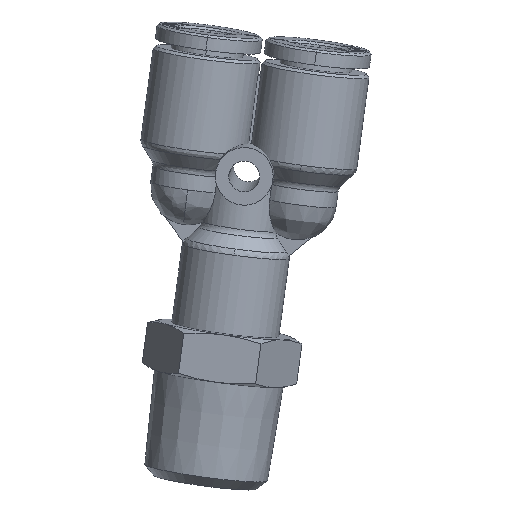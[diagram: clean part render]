
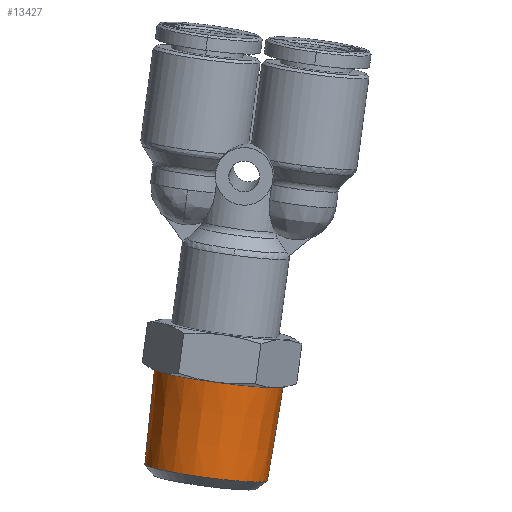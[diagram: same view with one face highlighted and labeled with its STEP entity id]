
A CAD part, front view. The second image highlights one B-rep face of the part: STEP entity #13427.
In plain terms, the highlighted conical face has half-angle 1.791 degrees and reference radius 6.734 mm.
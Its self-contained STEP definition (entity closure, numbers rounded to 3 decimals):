
#196 = FACE_OUTER_BOUND ( 'NONE', #275, .T. ) ;
#275 = EDGE_LOOP ( 'NONE', ( #18957, #10758, #18865, #5295 ) ) ;
#396 = EDGE_CURVE ( 'NONE', #5581, #3772, #9195, .T. ) ;
#2574 = AXIS2_PLACEMENT_3D ( 'NONE', #6027, #15669, #17214 ) ;
#2717 = VERTEX_POINT ( 'NONE', #17436 ) ;
#2928 = CONICAL_SURFACE ( 'NONE', #11733, 6.734, 0.031 ) ;
#3772 = VERTEX_POINT ( 'NONE', #14973 ) ;
#3952 = EDGE_CURVE ( 'NONE', #3772, #10077, #11361, .T. ) ;
#5214 = EDGE_CURVE ( 'NONE', #2717, #10077, #8531, .T. ) ;
#5295 = ORIENTED_EDGE ( 'NONE', *, *, #3952, .T. ) ;
#5581 = VERTEX_POINT ( 'NONE', #7536 ) ;
#6027 = CARTESIAN_POINT ( 'NONE',  ( 22.983, 0., 5.484 ) ) ;
#6525 = VECTOR ( 'NONE', #6949, 1000. ) ;
#6609 = DIRECTION ( 'NONE',  ( -1., 0., 0. ) ) ;
#6803 = CARTESIAN_POINT ( 'NONE',  ( 12.982, 0., 5.484 ) ) ;
#6949 = DIRECTION ( 'NONE',  ( -1., 0., 0.031 ) ) ;
#7305 = EDGE_CURVE ( 'NONE', #2717, #5581, #9286, .T. ) ;
#7536 = CARTESIAN_POINT ( 'NONE',  ( 22.983, 0., 11.906 ) ) ;
#8531 = LINE ( 'NONE', #12624, #11004 ) ;
#9062 = AXIS2_PLACEMENT_3D ( 'NONE', #17274, #18881, #9230 ) ;
#9195 = LINE ( 'NONE', #18076, #6525 ) ;
#9230 = DIRECTION ( 'NONE',  ( 0., 0., 1. ) ) ;
#9286 = CIRCLE ( 'NONE', #2574, 6.422 ) ;
#9866 = CARTESIAN_POINT ( 'NONE',  ( 12.982, 0., -1.251 ) ) ;
#10077 = VERTEX_POINT ( 'NONE', #9866 ) ;
#10758 = ORIENTED_EDGE ( 'NONE', *, *, #7305, .T. ) ;
#11004 = VECTOR ( 'NONE', #19096, 1000. ) ;
#11361 = CIRCLE ( 'NONE', #9062, 6.734 ) ;
#11733 = AXIS2_PLACEMENT_3D ( 'NONE', #6803, #6609, #17987 ) ;
#12624 = CARTESIAN_POINT ( 'NONE',  ( 12.982, 0., -1.251 ) ) ;
#13427 = ADVANCED_FACE ( 'NONE', ( #196 ), #2928, .T. ) ;
#14973 = CARTESIAN_POINT ( 'NONE',  ( 12.982, 0., 12.218 ) ) ;
#15669 = DIRECTION ( 'NONE',  ( -1., 0., 0. ) ) ;
#17214 = DIRECTION ( 'NONE',  ( 0., -1., 0. ) ) ;
#17274 = CARTESIAN_POINT ( 'NONE',  ( 12.982, 0., 5.484 ) ) ;
#17436 = CARTESIAN_POINT ( 'NONE',  ( 22.983, 0., -0.938 ) ) ;
#17987 = DIRECTION ( 'NONE',  ( 0., 0., 1. ) ) ;
#18076 = CARTESIAN_POINT ( 'NONE',  ( 12.982, 0., 12.218 ) ) ;
#18865 = ORIENTED_EDGE ( 'NONE', *, *, #396, .T. ) ;
#18881 = DIRECTION ( 'NONE',  ( 1., 0., 0. ) ) ;
#18957 = ORIENTED_EDGE ( 'NONE', *, *, #5214, .F. ) ;
#19096 = DIRECTION ( 'NONE',  ( -1., 0., -0.031 ) ) ;
